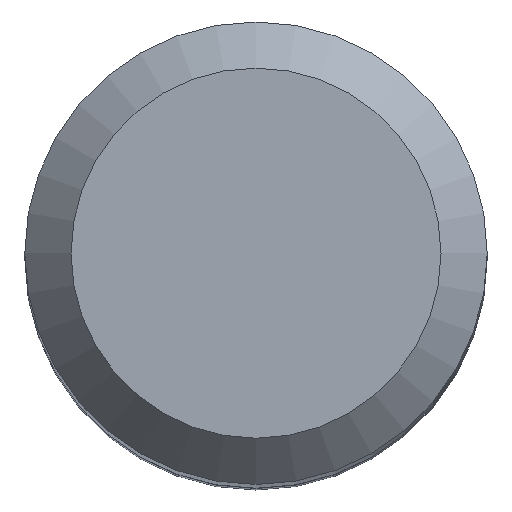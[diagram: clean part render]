
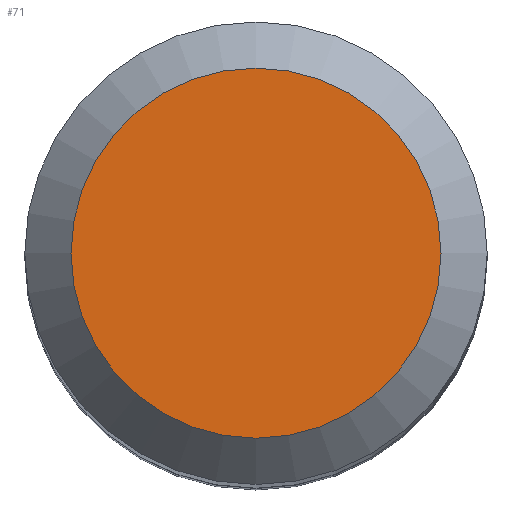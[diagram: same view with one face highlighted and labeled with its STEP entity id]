
A CAD part, top view. The second image highlights one B-rep face of the part: STEP entity #71.
In plain terms, the highlighted planar face has unit normal (0, 0, 1).
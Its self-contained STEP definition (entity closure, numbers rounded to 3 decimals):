
#1 = PLANE ( 'NONE',  #79 ) ;
#69 = CIRCLE ( 'NONE', #116, 4. ) ;
#71 = ADVANCED_FACE ( 'NONE', ( #101 ), #1, .F. ) ;
#73 = CARTESIAN_POINT ( 'NONE',  ( 0., 4., 72. ) ) ;
#79 = AXIS2_PLACEMENT_3D ( 'NONE', #103, #119, #99 ) ;
#99 = DIRECTION ( 'NONE',  ( 0., 1., 0. ) ) ;
#101 = FACE_OUTER_BOUND ( 'NONE', #177, .T. ) ;
#103 = CARTESIAN_POINT ( 'NONE',  ( 0., 0., 72. ) ) ;
#113 = DIRECTION ( 'NONE',  ( 0., 1., 0. ) ) ;
#116 = AXIS2_PLACEMENT_3D ( 'NONE', #137, #258, #113 ) ;
#119 = DIRECTION ( 'NONE',  ( 0., 0., -1. ) ) ;
#137 = CARTESIAN_POINT ( 'NONE',  ( 0., 0., 72. ) ) ;
#177 = EDGE_LOOP ( 'NONE', ( #252 ) ) ;
#237 = EDGE_CURVE ( 'NONE', #239, #239, #69, .T. ) ;
#239 = VERTEX_POINT ( 'NONE', #73 ) ;
#252 = ORIENTED_EDGE ( 'NONE', *, *, #237, .F. ) ;
#258 = DIRECTION ( 'NONE',  ( 0., 0., -1. ) ) ;
